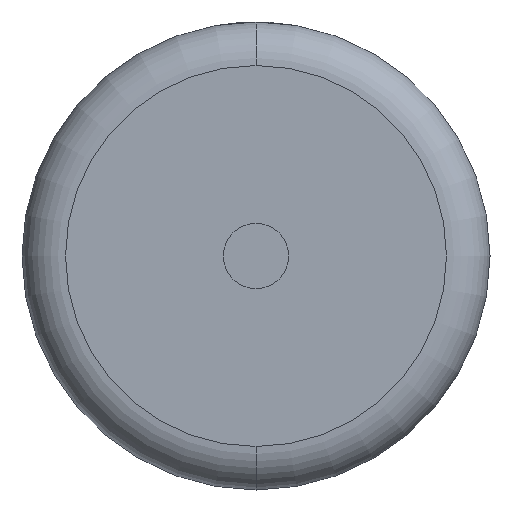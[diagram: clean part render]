
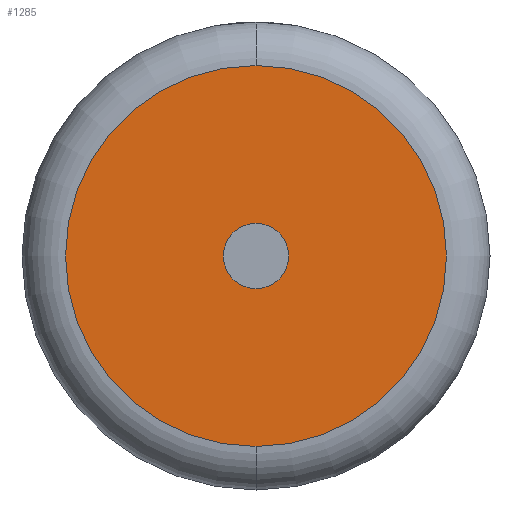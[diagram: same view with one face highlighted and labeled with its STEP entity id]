
A CAD part, front view. The second image highlights one B-rep face of the part: STEP entity #1285.
In plain terms, the highlighted planar face has unit normal (0, -1, 0).
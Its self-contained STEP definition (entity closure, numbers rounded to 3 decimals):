
#43 = CARTESIAN_POINT ( 'NONE',  ( 0., 0., 6. ) ) ;
#152 = DIRECTION ( 'NONE',  ( 0., 0., 1. ) ) ;
#189 = EDGE_CURVE ( 'NONE', #3553, #832, #3118, .T. ) ;
#265 = DIRECTION ( 'NONE',  ( 0., 1., 0. ) ) ;
#342 = ORIENTED_EDGE ( 'NONE', *, *, #449, .F. ) ;
#427 = DIRECTION ( 'NONE',  ( 0., -1., 0. ) ) ;
#449 = EDGE_CURVE ( 'NONE', #492, #4248, #2737, .T. ) ;
#481 = CARTESIAN_POINT ( 'NONE',  ( 0., 0., 0. ) ) ;
#492 = VERTEX_POINT ( 'NONE', #43 ) ;
#683 = CARTESIAN_POINT ( 'NONE',  ( 0., 0., 0. ) ) ;
#695 = CARTESIAN_POINT ( 'NONE',  ( 0., 0., -35.002 ) ) ;
#780 = FACE_OUTER_BOUND ( 'NONE', #4336, .T. ) ;
#791 = DIRECTION ( 'NONE',  ( 0., -1., 0. ) ) ;
#832 = VERTEX_POINT ( 'NONE', #695 ) ;
#887 = AXIS2_PLACEMENT_3D ( 'NONE', #683, #265, #4119 ) ;
#1285 = ADVANCED_FACE ( 'NONE', ( #780, #4247 ), #4516, .F. ) ;
#1353 = AXIS2_PLACEMENT_3D ( 'NONE', #481, #1595, #3933 ) ;
#1472 = CARTESIAN_POINT ( 'NONE',  ( 0., 0., -6. ) ) ;
#1572 = DIRECTION ( 'NONE',  ( 0., 0., 1. ) ) ;
#1595 = DIRECTION ( 'NONE',  ( 0., -1., 0. ) ) ;
#1620 = EDGE_CURVE ( 'NONE', #4248, #492, #4549, .T. ) ;
#1671 = CARTESIAN_POINT ( 'NONE',  ( 0., 0., 35.002 ) ) ;
#1939 = CARTESIAN_POINT ( 'NONE',  ( 0., 0., 0. ) ) ;
#2071 = CARTESIAN_POINT ( 'NONE',  ( 0., 0., 0. ) ) ;
#2084 = DIRECTION ( 'NONE',  ( 0., -1., 0. ) ) ;
#2134 = ORIENTED_EDGE ( 'NONE', *, *, #1620, .F. ) ;
#2276 = CARTESIAN_POINT ( 'NONE',  ( 0., 0., 0. ) ) ;
#2376 = DIRECTION ( 'NONE',  ( 0., 0., 1. ) ) ;
#2737 = CIRCLE ( 'NONE', #4066, 6. ) ;
#3085 = ORIENTED_EDGE ( 'NONE', *, *, #189, .T. ) ;
#3118 = CIRCLE ( 'NONE', #1353, 35.002 ) ;
#3361 = EDGE_LOOP ( 'NONE', ( #342, #2134 ) ) ;
#3406 = AXIS2_PLACEMENT_3D ( 'NONE', #1939, #791, #2376 ) ;
#3553 = VERTEX_POINT ( 'NONE', #1671 ) ;
#3573 = AXIS2_PLACEMENT_3D ( 'NONE', #2071, #2084, #152 ) ;
#3646 = ORIENTED_EDGE ( 'NONE', *, *, #4792, .T. ) ;
#3933 = DIRECTION ( 'NONE',  ( 0., 0., 1. ) ) ;
#4066 = AXIS2_PLACEMENT_3D ( 'NONE', #2276, #427, #1572 ) ;
#4119 = DIRECTION ( 'NONE',  ( 0., 0., 1. ) ) ;
#4247 = FACE_BOUND ( 'NONE', #3361, .T. ) ;
#4248 = VERTEX_POINT ( 'NONE', #1472 ) ;
#4336 = EDGE_LOOP ( 'NONE', ( #3085, #3646 ) ) ;
#4516 = PLANE ( 'NONE',  #887 ) ;
#4549 = CIRCLE ( 'NONE', #3573, 6. ) ;
#4792 = EDGE_CURVE ( 'NONE', #832, #3553, #4939, .T. ) ;
#4939 = CIRCLE ( 'NONE', #3406, 35.002 ) ;
